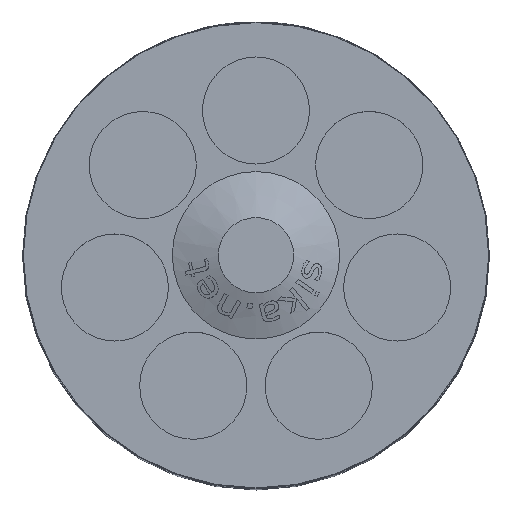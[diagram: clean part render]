
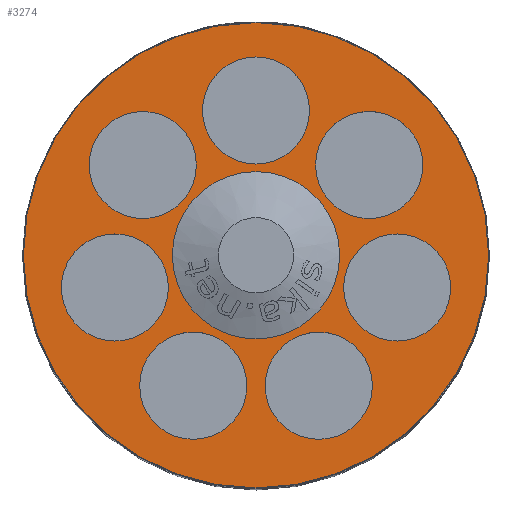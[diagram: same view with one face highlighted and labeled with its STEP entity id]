
A CAD part, top view. The second image highlights one B-rep face of the part: STEP entity #3274.
In plain terms, the highlighted planar face has unit normal (0, 0, 1).
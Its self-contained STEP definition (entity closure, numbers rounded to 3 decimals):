
#25=FACE_BOUND('',#635,.T.);
#26=FACE_BOUND('',#636,.T.);
#27=FACE_BOUND('',#637,.T.);
#28=FACE_BOUND('',#638,.T.);
#29=FACE_BOUND('',#639,.T.);
#30=FACE_BOUND('',#640,.T.);
#31=FACE_BOUND('',#641,.T.);
#32=FACE_BOUND('',#642,.T.);
#258=CIRCLE('',#3342,3.2);
#259=CIRCLE('',#3344,3.2);
#260=CIRCLE('',#3346,3.2);
#261=CIRCLE('',#3348,3.2);
#262=CIRCLE('',#3350,3.2);
#263=CIRCLE('',#3352,3.2);
#264=CIRCLE('',#3354,3.2);
#265=CIRCLE('',#3426,5.);
#266=CIRCLE('',#3427,5.);
#269=CIRCLE('',#3434,13.9);
#270=CIRCLE('',#3435,13.9);
#446=FACE_OUTER_BOUND('',#634,.T.);
#634=EDGE_LOOP('',(#2710,#2711));
#635=EDGE_LOOP('',(#2712));
#636=EDGE_LOOP('',(#2713));
#637=EDGE_LOOP('',(#2714));
#638=EDGE_LOOP('',(#2715));
#639=EDGE_LOOP('',(#2716));
#640=EDGE_LOOP('',(#2717));
#641=EDGE_LOOP('',(#2718));
#642=EDGE_LOOP('',(#2719,#2720));
#1170=VERTEX_POINT('',#4337);
#1171=VERTEX_POINT('',#4341);
#1172=VERTEX_POINT('',#4345);
#1173=VERTEX_POINT('',#4349);
#1174=VERTEX_POINT('',#4353);
#1175=VERTEX_POINT('',#4357);
#1176=VERTEX_POINT('',#4361);
#1411=VERTEX_POINT('',#7544);
#1412=VERTEX_POINT('',#7545);
#1415=VERTEX_POINT('',#7557);
#1416=VERTEX_POINT('',#7558);
#1495=EDGE_CURVE('',#1170,#1170,#258,.T.);
#1497=EDGE_CURVE('',#1171,#1171,#259,.T.);
#1499=EDGE_CURVE('',#1172,#1172,#260,.T.);
#1501=EDGE_CURVE('',#1173,#1173,#261,.T.);
#1503=EDGE_CURVE('',#1174,#1174,#262,.T.);
#1505=EDGE_CURVE('',#1175,#1175,#263,.T.);
#1507=EDGE_CURVE('',#1176,#1176,#264,.T.);
#1859=EDGE_CURVE('',#1411,#1412,#265,.T.);
#1860=EDGE_CURVE('',#1412,#1411,#266,.T.);
#1864=EDGE_CURVE('',#1415,#1416,#269,.T.);
#1865=EDGE_CURVE('',#1416,#1415,#270,.T.);
#2710=ORIENTED_EDGE('',*,*,#1864,.F.);
#2711=ORIENTED_EDGE('',*,*,#1865,.F.);
#2712=ORIENTED_EDGE('',*,*,#1495,.T.);
#2713=ORIENTED_EDGE('',*,*,#1497,.T.);
#2714=ORIENTED_EDGE('',*,*,#1499,.T.);
#2715=ORIENTED_EDGE('',*,*,#1501,.T.);
#2716=ORIENTED_EDGE('',*,*,#1503,.T.);
#2717=ORIENTED_EDGE('',*,*,#1505,.T.);
#2718=ORIENTED_EDGE('',*,*,#1507,.T.);
#2719=ORIENTED_EDGE('',*,*,#1859,.T.);
#2720=ORIENTED_EDGE('',*,*,#1860,.T.);
#2930=PLANE('',#3433);
#3274=ADVANCED_FACE('',(#446,#25,#26,#27,#28,#29,#30,#31,#32),#2930,.T.);
#3342=AXIS2_PLACEMENT_3D('',#4339,#3547,#3548);
#3344=AXIS2_PLACEMENT_3D('',#4343,#3552,#3553);
#3346=AXIS2_PLACEMENT_3D('',#4347,#3557,#3558);
#3348=AXIS2_PLACEMENT_3D('',#4351,#3562,#3563);
#3350=AXIS2_PLACEMENT_3D('',#4355,#3567,#3568);
#3352=AXIS2_PLACEMENT_3D('',#4359,#3572,#3573);
#3354=AXIS2_PLACEMENT_3D('',#4363,#3577,#3578);
#3426=AXIS2_PLACEMENT_3D('',#7546,#3842,#3843);
#3427=AXIS2_PLACEMENT_3D('',#7547,#3844,#3845);
#3433=AXIS2_PLACEMENT_3D('',#7556,#3857,#3858);
#3434=AXIS2_PLACEMENT_3D('',#7559,#3859,#3860);
#3435=AXIS2_PLACEMENT_3D('',#7560,#3861,#3862);
#3547=DIRECTION('center_axis',(0.,0.,
-1.));
#3548=DIRECTION('ref_axis',(0.,1.,0.));
#3552=DIRECTION('center_axis',(0.,0.,
-1.));
#3553=DIRECTION('ref_axis',(0.,1.,0.));
#3557=DIRECTION('center_axis',(0.,0.,
-1.));
#3558=DIRECTION('ref_axis',(0.,1.,0.));
#3562=DIRECTION('center_axis',(0.,0.,
-1.));
#3563=DIRECTION('ref_axis',(0.,1.,0.));
#3567=DIRECTION('center_axis',(0.,0.,
-1.));
#3568=DIRECTION('ref_axis',(0.,1.,0.));
#3572=DIRECTION('center_axis',(0.,0.,
-1.));
#3573=DIRECTION('ref_axis',(0.,1.,0.));
#3577=DIRECTION('center_axis',(0.,0.,
-1.));
#3578=DIRECTION('ref_axis',(0.,1.,0.));
#3842=DIRECTION('center_axis',(0.,0.,
-1.));
#3843=DIRECTION('ref_axis',(0.,-1.,0.));
#3844=DIRECTION('center_axis',(0.,0.,
-1.));
#3845=DIRECTION('ref_axis',(0.,-1.,0.));
#3857=DIRECTION('center_axis',(0.,0.,
1.));
#3858=DIRECTION('ref_axis',(0.,1.,0.));
#3859=DIRECTION('center_axis',(0.,0.,
-1.));
#3860=DIRECTION('ref_axis',(0.,-1.,0.));
#3861=DIRECTION('center_axis',(0.,0.,
-1.));
#3862=DIRECTION('ref_axis',(0.,-1.,0.));
#4337=CARTESIAN_POINT('',(-0.001,5.45,42.5));
#4339=CARTESIAN_POINT('Origin',(-0.001,8.65,42.5));
#4341=CARTESIAN_POINT('',(-8.433,-5.126,42.5));
#4343=CARTESIAN_POINT('Origin',(-8.433,-1.926,42.5));
#4345=CARTESIAN_POINT('',(3.754,-10.993,42.5));
#4347=CARTESIAN_POINT('Origin',(3.754,-7.793,42.5));
#4349=CARTESIAN_POINT('',(8.433,-5.124,42.5));
#4351=CARTESIAN_POINT('Origin',(8.433,-1.924,42.5));
#4353=CARTESIAN_POINT('',(-3.752,-10.994,42.5));
#4355=CARTESIAN_POINT('Origin',(-3.752,-7.794,42.5));
#4357=CARTESIAN_POINT('',(-6.764,2.192,42.5));
#4359=CARTESIAN_POINT('Origin',(-6.764,5.392,42.5));
#4361=CARTESIAN_POINT('',(6.762,2.194,42.5));
#4363=CARTESIAN_POINT('Origin',(6.762,5.394,42.5));
#7544=CARTESIAN_POINT('',(0.,-5.,42.5));
#7545=CARTESIAN_POINT('',(0.,5.,42.5));
#7546=CARTESIAN_POINT('Origin',(0.,0.,
42.5));
#7547=CARTESIAN_POINT('Origin',(0.,0.,
42.5));
#7556=CARTESIAN_POINT('Origin',(0.,-13.9,
42.5));
#7557=CARTESIAN_POINT('',(0.,-13.9,42.5));
#7558=CARTESIAN_POINT('',(0.,13.9,42.5));
#7559=CARTESIAN_POINT('Origin',(0.,0.,
42.5));
#7560=CARTESIAN_POINT('Origin',(0.,0.,
42.5));
